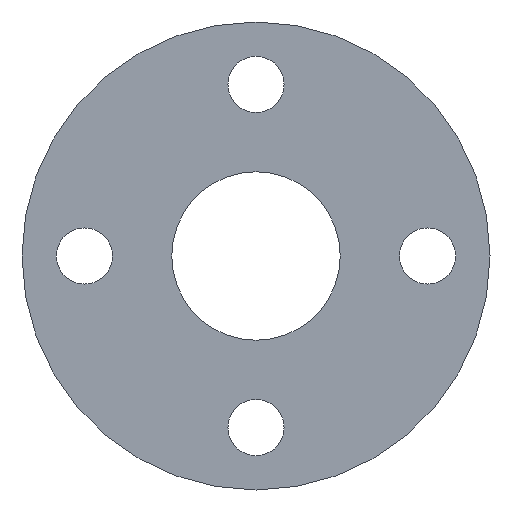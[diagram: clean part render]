
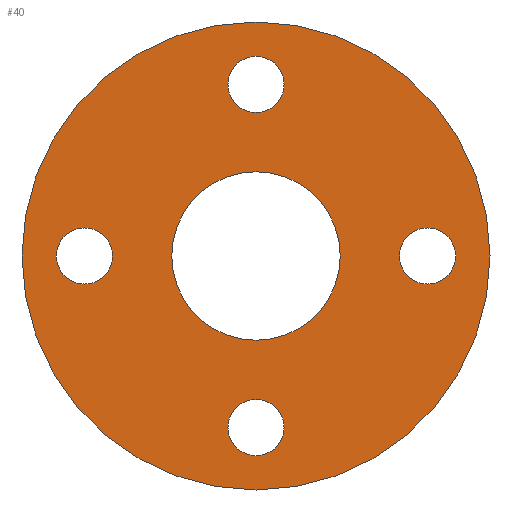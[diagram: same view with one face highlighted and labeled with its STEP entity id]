
A CAD part, front view. The second image highlights one B-rep face of the part: STEP entity #40.
In plain terms, the highlighted planar face has unit normal (0, -1, 0).
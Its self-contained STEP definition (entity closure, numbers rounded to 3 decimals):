
#4 = AXIS2_PLACEMENT_3D ( 'NONE', #507, #286, #282 ) ;
#8 = CARTESIAN_POINT ( 'NONE',  ( 0., 0., 0. ) ) ;
#9 = DIRECTION ( 'NONE',  ( 0., 0., 1. ) ) ;
#11 = EDGE_CURVE ( 'NONE', #490, #500, #439, .T. ) ;
#12 = CIRCLE ( 'NONE', #203, 9. ) ;
#25 = ORIENTED_EDGE ( 'NONE', *, *, #524, .F. ) ;
#26 = DIRECTION ( 'NONE',  ( 0., 0., 1. ) ) ;
#37 = VERTEX_POINT ( 'NONE', #579 ) ;
#40 = ADVANCED_FACE ( 'NONE', ( #575, #126, #211, #485, #75, #77 ), #308, .T. ) ;
#53 = CARTESIAN_POINT ( 'NONE',  ( 0., 0., -55. ) ) ;
#75 = FACE_BOUND ( 'NONE', #96, .T. ) ;
#77 = FACE_OUTER_BOUND ( 'NONE', #387, .T. ) ;
#80 = CIRCLE ( 'NONE', #407, 9. ) ;
#81 = AXIS2_PLACEMENT_3D ( 'NONE', #266, #386, #528 ) ;
#83 = EDGE_CURVE ( 'NONE', #259, #589, #577, .T. ) ;
#84 = ORIENTED_EDGE ( 'NONE', *, *, #527, .T. ) ;
#89 = CARTESIAN_POINT ( 'NONE',  ( -55., 0., 0. ) ) ;
#96 = EDGE_LOOP ( 'NONE', ( #84, #526 ) ) ;
#101 = EDGE_CURVE ( 'NONE', #476, #516, #378, .T. ) ;
#105 = ORIENTED_EDGE ( 'NONE', *, *, #133, .F. ) ;
#108 = VERTEX_POINT ( 'NONE', #354 ) ;
#112 = AXIS2_PLACEMENT_3D ( 'NONE', #134, #318, #319 ) ;
#115 = EDGE_LOOP ( 'NONE', ( #276, #212 ) ) ;
#124 = CIRCLE ( 'NONE', #243, 75. ) ;
#126 = FACE_BOUND ( 'NONE', #512, .T. ) ;
#129 = VERTEX_POINT ( 'NONE', #574 ) ;
#133 = EDGE_CURVE ( 'NONE', #500, #490, #467, .T. ) ;
#134 = CARTESIAN_POINT ( 'NONE',  ( 55., 0., 0. ) ) ;
#149 = AXIS2_PLACEMENT_3D ( 'NONE', #398, #585, #26 ) ;
#165 = ORIENTED_EDGE ( 'NONE', *, *, #450, .F. ) ;
#170 = EDGE_LOOP ( 'NONE', ( #306, #165 ) ) ;
#180 = DIRECTION ( 'NONE',  ( 0., 0., -1. ) ) ;
#182 = CIRCLE ( 'NONE', #4, 9. ) ;
#191 = AXIS2_PLACEMENT_3D ( 'NONE', #213, #315, #180 ) ;
#193 = CARTESIAN_POINT ( 'NONE',  ( -55., 0., 9. ) ) ;
#203 = AXIS2_PLACEMENT_3D ( 'NONE', #554, #454, #414 ) ;
#211 = FACE_BOUND ( 'NONE', #115, .T. ) ;
#212 = ORIENTED_EDGE ( 'NONE', *, *, #564, .F. ) ;
#213 = CARTESIAN_POINT ( 'NONE',  ( 55., 0., 0. ) ) ;
#234 = CARTESIAN_POINT ( 'NONE',  ( 0., 0., 0. ) ) ;
#236 = DIRECTION ( 'NONE',  ( 0., 1., 0. ) ) ;
#237 = CARTESIAN_POINT ( 'NONE',  ( 0., 0., 0. ) ) ;
#243 = AXIS2_PLACEMENT_3D ( 'NONE', #8, #236, #470 ) ;
#245 = DIRECTION ( 'NONE',  ( 0., -1., 0. ) ) ;
#253 = EDGE_CURVE ( 'NONE', #536, #346, #509, .T. ) ;
#259 = VERTEX_POINT ( 'NONE', #326 ) ;
#261 = DIRECTION ( 'NONE',  ( 0., 0., -1. ) ) ;
#264 = AXIS2_PLACEMENT_3D ( 'NONE', #234, #327, #9 ) ;
#266 = CARTESIAN_POINT ( 'NONE',  ( 0., 0., -55. ) ) ;
#275 = DIRECTION ( 'NONE',  ( 0., 0., -1. ) ) ;
#276 = ORIENTED_EDGE ( 'NONE', *, *, #568, .F. ) ;
#281 = DIRECTION ( 'NONE',  ( 0., 0., 1. ) ) ;
#282 = DIRECTION ( 'NONE',  ( 0., 0., -1. ) ) ;
#286 = DIRECTION ( 'NONE',  ( 0., -1., 0. ) ) ;
#306 = ORIENTED_EDGE ( 'NONE', *, *, #459, .F. ) ;
#308 = PLANE ( 'NONE',  #369 ) ;
#313 = CARTESIAN_POINT ( 'NONE',  ( 0., 0., 75. ) ) ;
#314 = ORIENTED_EDGE ( 'NONE', *, *, #83, .F. ) ;
#315 = DIRECTION ( 'NONE',  ( 0., -1., 0. ) ) ;
#318 = DIRECTION ( 'NONE',  ( 0., -1., 0. ) ) ;
#319 = DIRECTION ( 'NONE',  ( 0., 0., -1. ) ) ;
#324 = AXIS2_PLACEMENT_3D ( 'NONE', #351, #570, #534 ) ;
#326 = CARTESIAN_POINT ( 'NONE',  ( 0., 0., 46. ) ) ;
#327 = DIRECTION ( 'NONE',  ( 0., 1., 0. ) ) ;
#330 = CIRCLE ( 'NONE', #191, 9. ) ;
#335 = DIRECTION ( 'NONE',  ( 0., 0., -1. ) ) ;
#346 = VERTEX_POINT ( 'NONE', #401 ) ;
#351 = CARTESIAN_POINT ( 'NONE',  ( 0., 0., 55. ) ) ;
#354 = CARTESIAN_POINT ( 'NONE',  ( 55., 0., 9. ) ) ;
#355 = ORIENTED_EDGE ( 'NONE', *, *, #413, .F. ) ;
#369 = AXIS2_PLACEMENT_3D ( 'NONE', #313, #396, #261 ) ;
#378 = CIRCLE ( 'NONE', #149, 75. ) ;
#386 = DIRECTION ( 'NONE',  ( 0., -1., 0. ) ) ;
#387 = EDGE_LOOP ( 'NONE', ( #355, #483 ) ) ;
#395 = CARTESIAN_POINT ( 'NONE',  ( 0., 0., -64. ) ) ;
#396 = DIRECTION ( 'NONE',  ( 0., -1., 0. ) ) ;
#398 = CARTESIAN_POINT ( 'NONE',  ( 0., 0., 0. ) ) ;
#401 = CARTESIAN_POINT ( 'NONE',  ( 0., 0., 27. ) ) ;
#406 = CARTESIAN_POINT ( 'NONE',  ( 0., 0., 75. ) ) ;
#407 = AXIS2_PLACEMENT_3D ( 'NONE', #89, #457, #275 ) ;
#410 = CARTESIAN_POINT ( 'NONE',  ( 0., 0., 64. ) ) ;
#413 = EDGE_CURVE ( 'NONE', #516, #476, #124, .T. ) ;
#414 = DIRECTION ( 'NONE',  ( 0., 0., -1. ) ) ;
#429 = CIRCLE ( 'NONE', #264, 27. ) ;
#439 = CIRCLE ( 'NONE', #81, 9. ) ;
#447 = CARTESIAN_POINT ( 'NONE',  ( 0., 0., -46. ) ) ;
#450 = EDGE_CURVE ( 'NONE', #108, #129, #458, .T. ) ;
#454 = DIRECTION ( 'NONE',  ( 0., -1., 0. ) ) ;
#457 = DIRECTION ( 'NONE',  ( 0., -1., 0. ) ) ;
#458 = CIRCLE ( 'NONE', #112, 9. ) ;
#459 = EDGE_CURVE ( 'NONE', #129, #108, #330, .T. ) ;
#460 = CARTESIAN_POINT ( 'NONE',  ( 0., 0., -27. ) ) ;
#467 = CIRCLE ( 'NONE', #551, 9. ) ;
#470 = DIRECTION ( 'NONE',  ( 0., 0., 1. ) ) ;
#474 = ORIENTED_EDGE ( 'NONE', *, *, #11, .F. ) ;
#476 = VERTEX_POINT ( 'NONE', #492 ) ;
#483 = ORIENTED_EDGE ( 'NONE', *, *, #101, .F. ) ;
#485 = FACE_BOUND ( 'NONE', #581, .T. ) ;
#490 = VERTEX_POINT ( 'NONE', #447 ) ;
#492 = CARTESIAN_POINT ( 'NONE',  ( 0., 0., -75. ) ) ;
#500 = VERTEX_POINT ( 'NONE', #395 ) ;
#507 = CARTESIAN_POINT ( 'NONE',  ( -55., 0., 0. ) ) ;
#509 = CIRCLE ( 'NONE', #550, 27. ) ;
#512 = EDGE_LOOP ( 'NONE', ( #314, #25 ) ) ;
#516 = VERTEX_POINT ( 'NONE', #406 ) ;
#524 = EDGE_CURVE ( 'NONE', #589, #259, #12, .T. ) ;
#526 = ORIENTED_EDGE ( 'NONE', *, *, #253, .T. ) ;
#527 = EDGE_CURVE ( 'NONE', #346, #536, #429, .T. ) ;
#528 = DIRECTION ( 'NONE',  ( 0., 0., -1. ) ) ;
#534 = DIRECTION ( 'NONE',  ( 0., 0., -1. ) ) ;
#536 = VERTEX_POINT ( 'NONE', #460 ) ;
#543 = VERTEX_POINT ( 'NONE', #193 ) ;
#550 = AXIS2_PLACEMENT_3D ( 'NONE', #237, #561, #281 ) ;
#551 = AXIS2_PLACEMENT_3D ( 'NONE', #53, #245, #335 ) ;
#554 = CARTESIAN_POINT ( 'NONE',  ( 0., 0., 55. ) ) ;
#561 = DIRECTION ( 'NONE',  ( 0., 1., 0. ) ) ;
#564 = EDGE_CURVE ( 'NONE', #543, #37, #182, .T. ) ;
#568 = EDGE_CURVE ( 'NONE', #37, #543, #80, .T. ) ;
#570 = DIRECTION ( 'NONE',  ( 0., -1., 0. ) ) ;
#574 = CARTESIAN_POINT ( 'NONE',  ( 55., 0., -9. ) ) ;
#575 = FACE_BOUND ( 'NONE', #170, .T. ) ;
#577 = CIRCLE ( 'NONE', #324, 9. ) ;
#579 = CARTESIAN_POINT ( 'NONE',  ( -55., 0., -9. ) ) ;
#581 = EDGE_LOOP ( 'NONE', ( #105, #474 ) ) ;
#585 = DIRECTION ( 'NONE',  ( 0., 1., 0. ) ) ;
#589 = VERTEX_POINT ( 'NONE', #410 ) ;
